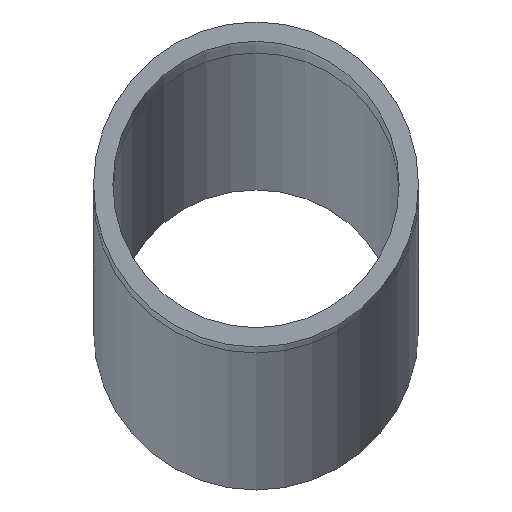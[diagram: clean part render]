
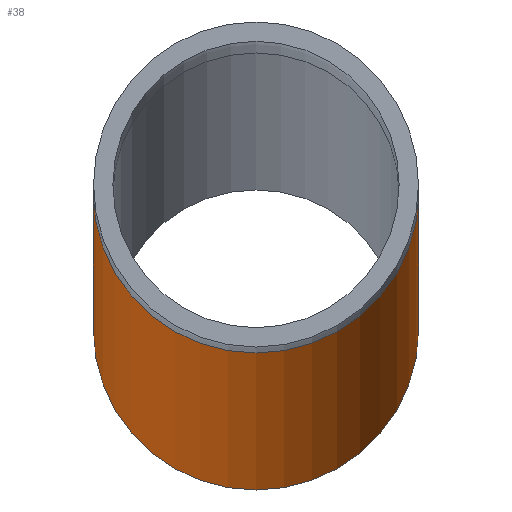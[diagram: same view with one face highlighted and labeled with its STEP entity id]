
A CAD part, left-side view. The second image highlights one B-rep face of the part: STEP entity #38.
In plain terms, the highlighted cylindrical face has radius 112.5 mm (diameter 225 mm), a full revolution.
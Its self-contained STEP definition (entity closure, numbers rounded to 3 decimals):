
#38 = ADVANCED_FACE( '', ( #77, #78 ), #79, .T. );
#77 = FACE_OUTER_BOUND( '', #116, .T. );
#78 = FACE_OUTER_BOUND( '', #117, .T. );
#79 = CYLINDRICAL_SURFACE( '', #118, 112.5 );
#116 = EDGE_LOOP( '', ( #155 ) );
#117 = EDGE_LOOP( '', ( #156 ) );
#118 = AXIS2_PLACEMENT_3D( '', #157, #158, #159 );
#155 = ORIENTED_EDGE( '', *, *, #191, .T. );
#156 = ORIENTED_EDGE( '', *, *, #193, .F. );
#157 = CARTESIAN_POINT( '', ( 1049.362, 0., -101.042 ) );
#158 = DIRECTION( '', ( -0.982, 0., 0.191 ) );
#159 = DIRECTION( '', ( -0.191, 0., -0.982 ) );
#191 = EDGE_CURVE( '', #211, #211, #212, .T. );
#193 = EDGE_CURVE( '', #214, #214, #215, .T. );
#211 = VERTEX_POINT( '', #235 );
#212 = CIRCLE( '', #236, 112.5 );
#214 = VERTEX_POINT( '', #238 );
#215 = CIRCLE( '', #239, 112.5 );
#235 = CARTESIAN_POINT( '', ( 561.493, 112.5, -6.21 ) );
#236 = AXIS2_PLACEMENT_3D( '', #260, #261, #262 );
#238 = CARTESIAN_POINT( '', ( 1027.896, 0., -211.475 ) );
#239 = AXIS2_PLACEMENT_3D( '', #263, #264, #265 );
#260 = CARTESIAN_POINT( '', ( 561.493, 0., -6.21 ) );
#261 = DIRECTION( '', ( 0.982, 0., -0.191 ) );
#262 = DIRECTION( '', ( 0., 1., 0. ) );
#263 = CARTESIAN_POINT( '', ( 1049.362, 0., -101.042 ) );
#264 = DIRECTION( '', ( 0.982, 0., -0.191 ) );
#265 = DIRECTION( '', ( -0.191, 0., -0.982 ) );
